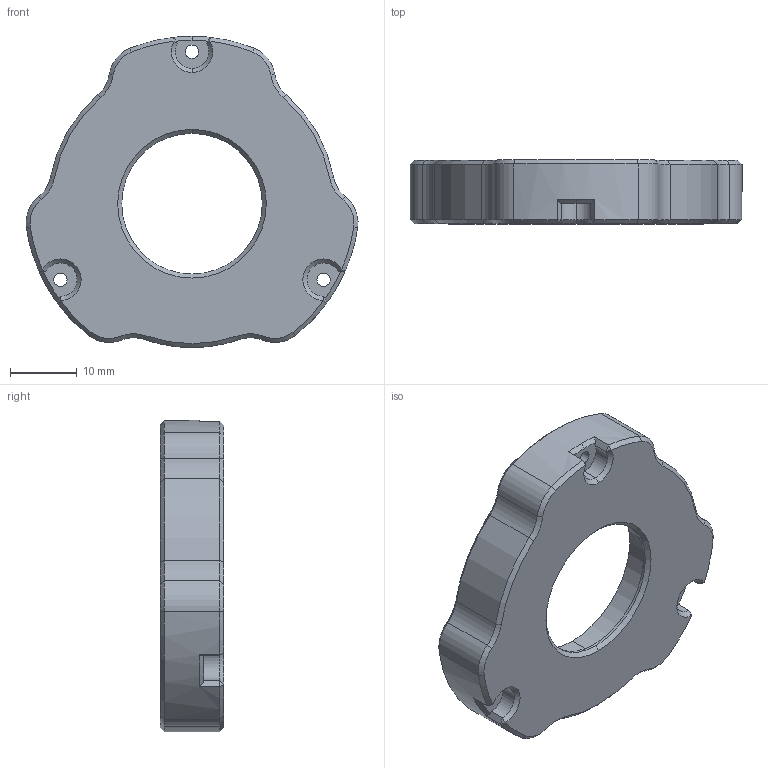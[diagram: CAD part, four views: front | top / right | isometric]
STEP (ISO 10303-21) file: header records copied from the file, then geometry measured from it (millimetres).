
FILE_DESCRIPTION (( 'STEP AP203' ), '1' );
FILE_NAME ('傷裔.ST', '2024-02-17T01:38:20', ( '' ), ( '' ), 'SwSTEP 2.0', 'SolidWorks 2022', '' );
FILE_SCHEMA (( 'CONFIG_CONTROL_DESIGN' ));
Length unit declared in the file: millimetre
Products named in the file (1): 傷裔____
Bounding box: 49.59 x 9.5 x 46.5 mm (x, y, z)
Volume: 9047.6 mm3; surface area: 5111.6 mm2
Topology: 1 solids, 1 shells, 118 faces, 278 edges, 164 vertices
Faces by surface type: cone 58, cylinder 41, plane 19
Entity records: 3478 total; most frequent: DIRECTION 659, CARTESIAN_POINT 579, ORIENTED_EDGE 556, EDGE_CURVE 278, AXIS2_PLACEMENT_3D 268, VERTEX_POINT 164, CIRCLE 149, EDGE_LOOP 128
